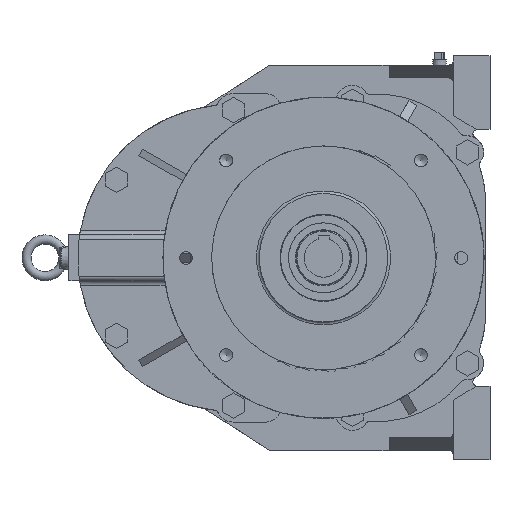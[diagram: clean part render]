
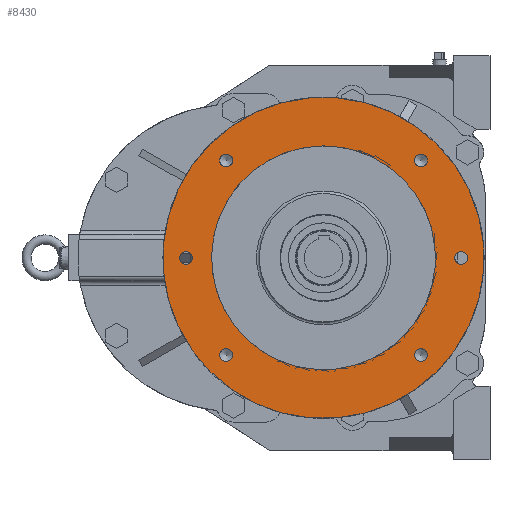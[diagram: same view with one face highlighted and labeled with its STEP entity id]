
A CAD part, left-side view. The second image highlights one B-rep face of the part: STEP entity #8430.
In plain terms, the highlighted planar face has unit normal (-1, 0, 0).
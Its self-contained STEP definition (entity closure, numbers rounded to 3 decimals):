
#95 = VERTEX_POINT ( 'NONE', #26005 ) ;
#403 = CARTESIAN_POINT ( 'NONE',  ( -192.5, -199.611, 111.016 ) ) ;
#594 = CARTESIAN_POINT ( 'NONE',  ( -192.5, -212.339, -123.744 ) ) ;
#684 = EDGE_LOOP ( 'NONE', ( #4045 ) ) ;
#686 = CIRCLE ( 'NONE', #16751, 122. ) ;
#865 = VERTEX_POINT ( 'NONE', #26460 ) ;
#1090 = AXIS2_PLACEMENT_3D ( 'NONE', #5560, #14570, #17465 ) ;
#1343 = AXIS2_PLACEMENT_3D ( 'NONE', #20924, #18779, #25629 ) ;
#1390 = CARTESIAN_POINT ( 'NONE',  ( -192.5, -194.661, -106.066 ) ) ;
#1792 = AXIS2_PLACEMENT_3D ( 'NONE', #3151, #7709, #16873 ) ;
#2046 = DIRECTION ( 'NONE',  ( -1., 0., 0. ) ) ;
#2278 = EDGE_LOOP ( 'NONE', ( #11272 ) ) ;
#2407 = VERTEX_POINT ( 'NONE', #21277 ) ;
#2930 = CARTESIAN_POINT ( 'NONE',  ( -192.5, -194.661, 106.066 ) ) ;
#3151 = CARTESIAN_POINT ( 'NONE',  ( -192.5, -88.595, 0. ) ) ;
#3282 = EDGE_CURVE ( 'NONE', #20689, #20689, #686, .T. ) ;
#4021 = ORIENTED_EDGE ( 'NONE', *, *, #28179, .F. ) ;
#4045 = ORIENTED_EDGE ( 'NONE', *, *, #3282, .F. ) ;
#5139 = AXIS2_PLACEMENT_3D ( 'NONE', #1390, #10680, #26810 ) ;
#5560 = CARTESIAN_POINT ( 'NONE',  ( -192.5, 17.471, 106.066 ) ) ;
#5782 = FACE_BOUND ( 'NONE', #684, .T. ) ;
#5922 = EDGE_CURVE ( 'NONE', #13372, #13372, #19245, .T. ) ;
#7709 = DIRECTION ( 'NONE',  ( -1., 0., 0. ) ) ;
#7871 = EDGE_CURVE ( 'NONE', #11532, #11532, #22979, .T. ) ;
#8430 = ADVANCED_FACE ( 'NONE', ( #10348, #17076, #26056, #21478, #12792, #10040, #28925, #5782 ), #12482, .T. ) ;
#8541 = DIRECTION ( 'NONE',  ( 0., -0.707, 0.707 ) ) ;
#9032 = CARTESIAN_POINT ( 'NONE',  ( -192.5, 17.471, -106.066 ) ) ;
#9106 = CIRCLE ( 'NONE', #1343, 7. ) ;
#9172 = AXIS2_PLACEMENT_3D ( 'NONE', #15415, #21990, #8541 ) ;
#9551 = EDGE_LOOP ( 'NONE', ( #16614 ) ) ;
#9811 = AXIS2_PLACEMENT_3D ( 'NONE', #594, #28481, #15084 ) ;
#10040 = FACE_BOUND ( 'NONE', #16669, .T. ) ;
#10348 = FACE_BOUND ( 'NONE', #15470, .T. ) ;
#10563 = ORIENTED_EDGE ( 'NONE', *, *, #12747, .F. ) ;
#10680 = DIRECTION ( 'NONE',  ( -1., 0., 0. ) ) ;
#11272 = ORIENTED_EDGE ( 'NONE', *, *, #22285, .T. ) ;
#11532 = VERTEX_POINT ( 'NONE', #27819 ) ;
#11533 = ORIENTED_EDGE ( 'NONE', *, *, #7871, .F. ) ;
#12482 = PLANE ( 'NONE',  #9811 ) ;
#12747 = EDGE_CURVE ( 'NONE', #2407, #2407, #29156, .T. ) ;
#12792 = FACE_BOUND ( 'NONE', #9551, .T. ) ;
#13284 = EDGE_LOOP ( 'NONE', ( #24764 ) ) ;
#13328 = AXIS2_PLACEMENT_3D ( 'NONE', #9032, #2046, #15900 ) ;
#13372 = VERTEX_POINT ( 'NONE', #22676 ) ;
#13944 = CIRCLE ( 'NONE', #1792, 175. ) ;
#14570 = DIRECTION ( 'NONE',  ( -1., 0., 0. ) ) ;
#14656 = DIRECTION ( 'NONE',  ( -1., 0., 0. ) ) ;
#14988 = EDGE_CURVE ( 'NONE', #21134, #21134, #26055, .T. ) ;
#15004 = EDGE_LOOP ( 'NONE', ( #10563 ) ) ;
#15029 = EDGE_CURVE ( 'NONE', #95, #95, #27509, .T. ) ;
#15084 = DIRECTION ( 'NONE',  ( 0., -0.707, 0.707 ) ) ;
#15415 = CARTESIAN_POINT ( 'NONE',  ( -192.5, -238.595, 0. ) ) ;
#15470 = EDGE_LOOP ( 'NONE', ( #11533 ) ) ;
#15650 = CARTESIAN_POINT ( 'NONE',  ( -192.5, -88.595, 122. ) ) ;
#15900 = DIRECTION ( 'NONE',  ( 0., -0.707, 0.707 ) ) ;
#16614 = ORIENTED_EDGE ( 'NONE', *, *, #15029, .F. ) ;
#16669 = EDGE_LOOP ( 'NONE', ( #19315 ) ) ;
#16751 = AXIS2_PLACEMENT_3D ( 'NONE', #27042, #29330, #17327 ) ;
#16873 = DIRECTION ( 'NONE',  ( 0., -0.707, 0.707 ) ) ;
#17076 = FACE_BOUND ( 'NONE', #13284, .T. ) ;
#17327 = DIRECTION ( 'NONE',  ( 0., 0., 1. ) ) ;
#17465 = DIRECTION ( 'NONE',  ( 0., -0.707, 0.707 ) ) ;
#18779 = DIRECTION ( 'NONE',  ( -1., 0., 0. ) ) ;
#19234 = DIRECTION ( 'NONE',  ( 0., -0.707, 0.707 ) ) ;
#19245 = CIRCLE ( 'NONE', #13328, 7. ) ;
#19315 = ORIENTED_EDGE ( 'NONE', *, *, #5922, .F. ) ;
#20213 = AXIS2_PLACEMENT_3D ( 'NONE', #2930, #14656, #19234 ) ;
#20689 = VERTEX_POINT ( 'NONE', #15650 ) ;
#20924 = CARTESIAN_POINT ( 'NONE',  ( -192.5, 61.405, 0. ) ) ;
#21134 = VERTEX_POINT ( 'NONE', #403 ) ;
#21277 = CARTESIAN_POINT ( 'NONE',  ( -192.5, -243.545, 4.95 ) ) ;
#21478 = FACE_BOUND ( 'NONE', #15004, .T. ) ;
#21990 = DIRECTION ( 'NONE',  ( -1., 0., 0. ) ) ;
#22046 = VERTEX_POINT ( 'NONE', #29043 ) ;
#22285 = EDGE_CURVE ( 'NONE', #22046, #22046, #13944, .T. ) ;
#22676 = CARTESIAN_POINT ( 'NONE',  ( -192.5, 12.521, -101.116 ) ) ;
#22979 = CIRCLE ( 'NONE', #1090, 7. ) ;
#24764 = ORIENTED_EDGE ( 'NONE', *, *, #14988, .F. ) ;
#25629 = DIRECTION ( 'NONE',  ( 0., -0.707, 0.707 ) ) ;
#26005 = CARTESIAN_POINT ( 'NONE',  ( -192.5, -199.611, -101.116 ) ) ;
#26055 = CIRCLE ( 'NONE', #20213, 7. ) ;
#26056 = FACE_BOUND ( 'NONE', #28543, .T. ) ;
#26460 = CARTESIAN_POINT ( 'NONE',  ( -192.5, 56.455, 4.95 ) ) ;
#26810 = DIRECTION ( 'NONE',  ( 0., -0.707, 0.707 ) ) ;
#27042 = CARTESIAN_POINT ( 'NONE',  ( -192.5, -88.595, 0. ) ) ;
#27509 = CIRCLE ( 'NONE', #5139, 7. ) ;
#27819 = CARTESIAN_POINT ( 'NONE',  ( -192.5, 12.521, 111.016 ) ) ;
#28179 = EDGE_CURVE ( 'NONE', #865, #865, #9106, .T. ) ;
#28481 = DIRECTION ( 'NONE',  ( -1., 0., 0. ) ) ;
#28543 = EDGE_LOOP ( 'NONE', ( #4021 ) ) ;
#28925 = FACE_OUTER_BOUND ( 'NONE', #2278, .T. ) ;
#29043 = CARTESIAN_POINT ( 'NONE',  ( -192.5, -212.339, 123.744 ) ) ;
#29156 = CIRCLE ( 'NONE', #9172, 7. ) ;
#29330 = DIRECTION ( 'NONE',  ( -1., 0., 0. ) ) ;
